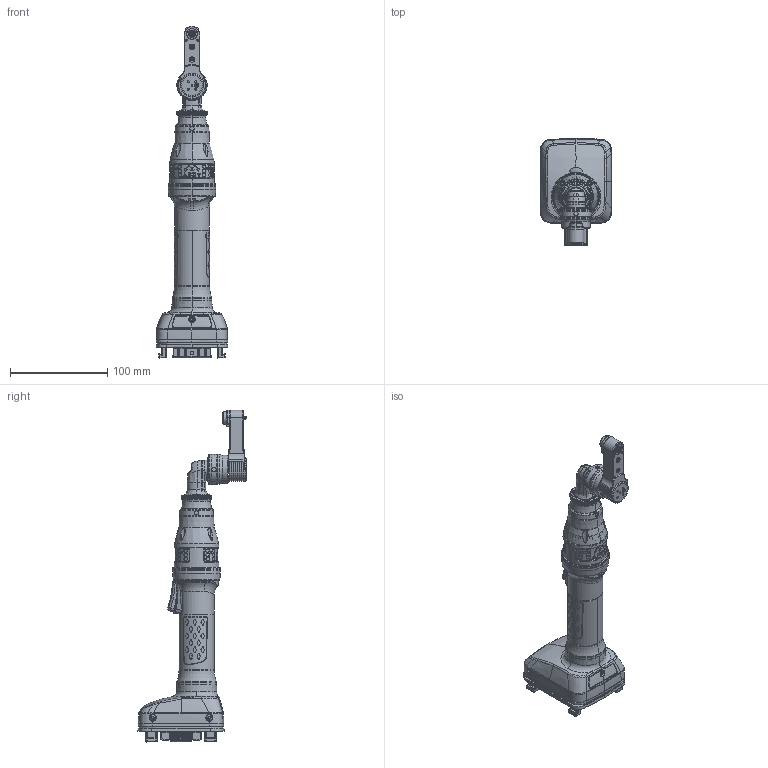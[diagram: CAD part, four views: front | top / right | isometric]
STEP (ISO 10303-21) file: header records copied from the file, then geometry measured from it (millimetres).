
FILE_DESCRIPTION((''),'2;1');
FILE_NAME('EXT_COMP_SW0003','2023-05-31T11:52:09',('INEdipo'),(''),'CREO PARAMETRIC BY PTC INC, 2022414','CREO PARAMETRIC BY PTC INC, 2022414','');
FILE_SCHEMA(('CONFIG_CONTROL_DESIGN'));
Length unit declared in the file: inch
Products named in the file (1): EXT_COMP_SW0003
Bounding box: 73.4 x 111.05 x 341.08 mm (x, y, z)
Volume: 465057.8 mm3; surface area: 85397.5 mm2
Topology: 3 solids, 8 shells, 10344 faces, 22090 edges, 11888 vertices
Faces by surface type: plane 6730, cylinder 1223, bspline 1197, torus 723, cone 279, extrusion 117, sphere 44, revolution 31
Entity records: 371994 total; most frequent: CARTESIAN_POINT 171714, ORIENTED_EDGE 44158, DIRECTION 35261, EDGE_CURVE 22079, VERTEX_POINT 11888, AXIS2_PLACEMENT_3D 11866, VECTOR 11498, LINE 11381
